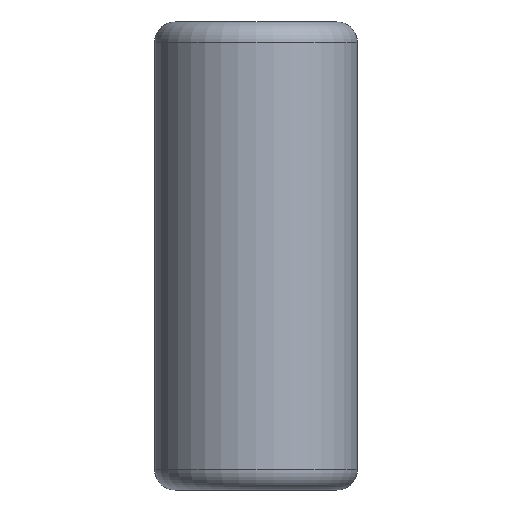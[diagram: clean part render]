
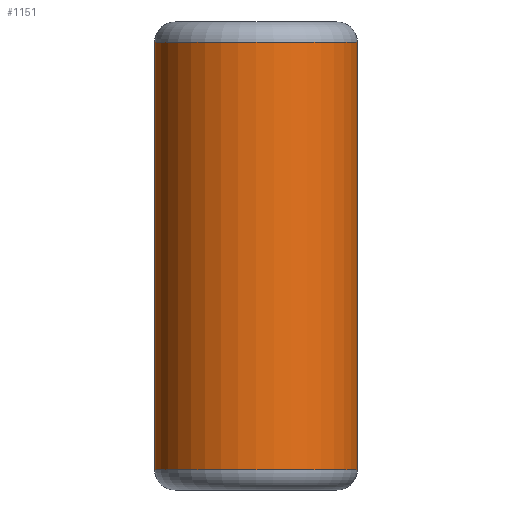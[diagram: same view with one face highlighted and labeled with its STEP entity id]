
A CAD part, front view. The second image highlights one B-rep face of the part: STEP entity #1151.
In plain terms, the highlighted cylindrical face has radius 3.772 mm (diameter 7.544 mm), a partial arc.
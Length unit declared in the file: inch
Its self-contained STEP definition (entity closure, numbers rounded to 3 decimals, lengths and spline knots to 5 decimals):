
#83 = VERTEX_POINT ( 'NONE', #2123 ) ;
#88 = AXIS2_PLACEMENT_3D ( 'NONE', #988, #2378, #1196 ) ;
#103 = EDGE_LOOP ( 'NONE', ( #711, #2092, #1811, #2094 ) ) ;
#136 = CARTESIAN_POINT ( 'NONE',  ( -0.055, -0.781, 0.3125 ) ) ;
#150 = CARTESIAN_POINT ( 'NONE',  ( 0.242, -0.781, -0.3125 ) ) ;
#156 = EDGE_CURVE ( 'NONE', #338, #83, #659, .T. ) ;
#191 = CARTESIAN_POINT ( 'NONE',  ( -0.055, -0.781, -0.3125 ) ) ;
#265 = CARTESIAN_POINT ( 'NONE',  ( 0.0935, -0.781, 0. ) ) ;
#338 = VERTEX_POINT ( 'NONE', #191 ) ;
#361 = CARTESIAN_POINT ( 'NONE',  ( 0.242, -0.781, 0.3125 ) ) ;
#445 = EDGE_CURVE ( 'NONE', #338, #713, #1198, .T. ) ;
#659 = LINE ( 'NONE', #136, #1660 ) ;
#666 = DIRECTION ( 'NONE',  ( 0., 0., 1. ) ) ;
#688 = CARTESIAN_POINT ( 'NONE',  ( 0.0935, -0.781, -0.3125 ) ) ;
#698 = CIRCLE ( 'NONE', #88, 0.1485 ) ;
#711 = ORIENTED_EDGE ( 'NONE', *, *, #445, .T. ) ;
#713 = VERTEX_POINT ( 'NONE', #150 ) ;
#859 = AXIS2_PLACEMENT_3D ( 'NONE', #265, #666, #1290 ) ;
#885 = DIRECTION ( 'NONE',  ( 1., 0., 0. ) ) ;
#925 = DIRECTION ( 'NONE',  ( 0., 0., 1. ) ) ;
#988 = CARTESIAN_POINT ( 'NONE',  ( 0.0935, -0.781, 0.3125 ) ) ;
#1151 = ADVANCED_FACE ( 'NONE', ( #2322 ), #1544, .T. ) ;
#1196 = DIRECTION ( 'NONE',  ( 1., 0., 0. ) ) ;
#1198 = CIRCLE ( 'NONE', #2506, 0.1485 ) ;
#1224 = DIRECTION ( 'NONE',  ( 0., 0., 1. ) ) ;
#1290 = DIRECTION ( 'NONE',  ( 1., 0., 0. ) ) ;
#1378 = VERTEX_POINT ( 'NONE', #361 ) ;
#1411 = EDGE_CURVE ( 'NONE', #83, #1378, #698, .T. ) ;
#1544 = CYLINDRICAL_SURFACE ( 'NONE', #859, 0.1485 ) ;
#1660 = VECTOR ( 'NONE', #925, 39.37008 ) ;
#1811 = ORIENTED_EDGE ( 'NONE', *, *, #1411, .F. ) ;
#1893 = VECTOR ( 'NONE', #1224, 39.37008 ) ;
#2088 = DIRECTION ( 'NONE',  ( 0., 0., 1. ) ) ;
#2092 = ORIENTED_EDGE ( 'NONE', *, *, #2565, .T. ) ;
#2094 = ORIENTED_EDGE ( 'NONE', *, *, #156, .F. ) ;
#2123 = CARTESIAN_POINT ( 'NONE',  ( -0.055, -0.781, 0.3125 ) ) ;
#2322 = FACE_OUTER_BOUND ( 'NONE', #103, .T. ) ;
#2378 = DIRECTION ( 'NONE',  ( 0., 0., 1. ) ) ;
#2404 = CARTESIAN_POINT ( 'NONE',  ( 0.242, -0.781, 0. ) ) ;
#2425 = LINE ( 'NONE', #2404, #1893 ) ;
#2506 = AXIS2_PLACEMENT_3D ( 'NONE', #688, #2088, #885 ) ;
#2565 = EDGE_CURVE ( 'NONE', #713, #1378, #2425, .T. ) ;
